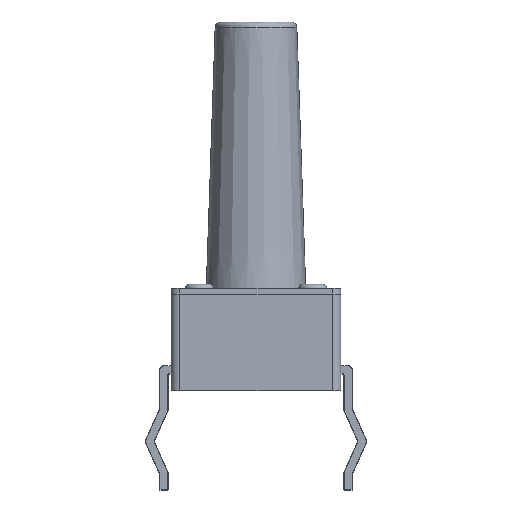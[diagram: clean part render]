
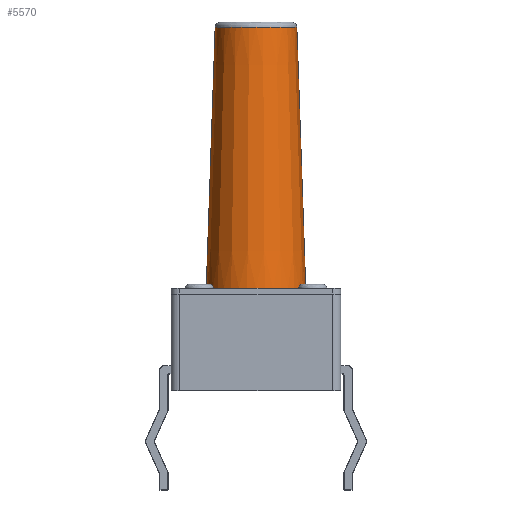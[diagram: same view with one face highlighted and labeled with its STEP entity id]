
A CAD part, front view. The second image highlights one B-rep face of the part: STEP entity #5570.
In plain terms, the highlighted conical face has half-angle 1.95 degrees and reference radius 1.755 mm.
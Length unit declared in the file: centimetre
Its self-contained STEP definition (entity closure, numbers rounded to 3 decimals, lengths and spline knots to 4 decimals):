
#64 = CARTESIAN_POINT ( 'NONE',  ( 0., 0., 1.2807 ) ) ;
#283 = DIRECTION ( 'NONE',  ( 1., 0., 0. ) ) ;
#686 = ORIENTED_EDGE ( 'NONE', *, *, #11014, .T. ) ;
#1067 = CARTESIAN_POINT ( 'NONE',  ( 0., 0., 0.36 ) ) ;
#1137 = DIRECTION ( 'NONE',  ( -1., 0., 0. ) ) ;
#1364 = DIRECTION ( 'NONE',  ( -1., 0., 0. ) ) ;
#1458 = AXIS2_PLACEMENT_3D ( 'NONE', #64, #13342, #283 ) ;
#1517 = CARTESIAN_POINT ( 'NONE',  ( -0.1755, 0., 0.36 ) ) ;
#1719 = CARTESIAN_POINT ( 'NONE',  ( -0.1442, 0., 1.2807 ) ) ;
#2757 = VECTOR ( 'NONE', #7181, 100. ) ;
#4389 = LINE ( 'NONE', #12084, #13294 ) ;
#5570 = ADVANCED_FACE ( 'NONE', ( #10649 ), #8913, .T. ) ;
#5624 = AXIS2_PLACEMENT_3D ( 'NONE', #13945, #5956, #1364 ) ;
#5779 = AXIS2_PLACEMENT_3D ( 'NONE', #1067, #12179, #1137 ) ;
#5956 = DIRECTION ( 'NONE',  ( 0., 0., -1. ) ) ;
#7181 = DIRECTION ( 'NONE',  ( -0.034, 0., -0.999 ) ) ;
#7734 = CIRCLE ( 'NONE', #1458, 0.1442 ) ;
#7909 = EDGE_CURVE ( 'NONE', #13958, #13760, #7734, .T. ) ;
#8722 = EDGE_LOOP ( 'NONE', ( #10016, #9787, #686, #14116 ) ) ;
#8913 = CONICAL_SURFACE ( 'NONE', #5624, 0.1755, 0.034 ) ;
#8962 = VERTEX_POINT ( 'NONE', #10035 ) ;
#9165 = LINE ( 'NONE', #1517, #2757 ) ;
#9787 = ORIENTED_EDGE ( 'NONE', *, *, #7909, .T. ) ;
#9866 = DIRECTION ( 'NONE',  ( 0.034, 0., -0.999 ) ) ;
#10016 = ORIENTED_EDGE ( 'NONE', *, *, #13138, .F. ) ;
#10035 = CARTESIAN_POINT ( 'NONE',  ( -0.1755, 0., 0.36 ) ) ;
#10221 = CARTESIAN_POINT ( 'NONE',  ( 0.1442, 0., 1.2807 ) ) ;
#10412 = VERTEX_POINT ( 'NONE', #13530 ) ;
#10649 = FACE_OUTER_BOUND ( 'NONE', #8722, .T. ) ;
#11014 = EDGE_CURVE ( 'NONE', #13760, #8962, #9165, .T. ) ;
#11775 = EDGE_CURVE ( 'NONE', #8962, #10412, #13195, .T. ) ;
#12084 = CARTESIAN_POINT ( 'NONE',  ( 0.1755, 0., 0.36 ) ) ;
#12179 = DIRECTION ( 'NONE',  ( 0., 0., 1. ) ) ;
#13138 = EDGE_CURVE ( 'NONE', #13958, #10412, #4389, .T. ) ;
#13195 = CIRCLE ( 'NONE', #5779, 0.1755 ) ;
#13294 = VECTOR ( 'NONE', #9866, 100. ) ;
#13342 = DIRECTION ( 'NONE',  ( 0., 0., -1. ) ) ;
#13530 = CARTESIAN_POINT ( 'NONE',  ( 0.1755, 0., 0.36 ) ) ;
#13760 = VERTEX_POINT ( 'NONE', #1719 ) ;
#13945 = CARTESIAN_POINT ( 'NONE',  ( 0., 0., 0.36 ) ) ;
#13958 = VERTEX_POINT ( 'NONE', #10221 ) ;
#14116 = ORIENTED_EDGE ( 'NONE', *, *, #11775, .T. ) ;
